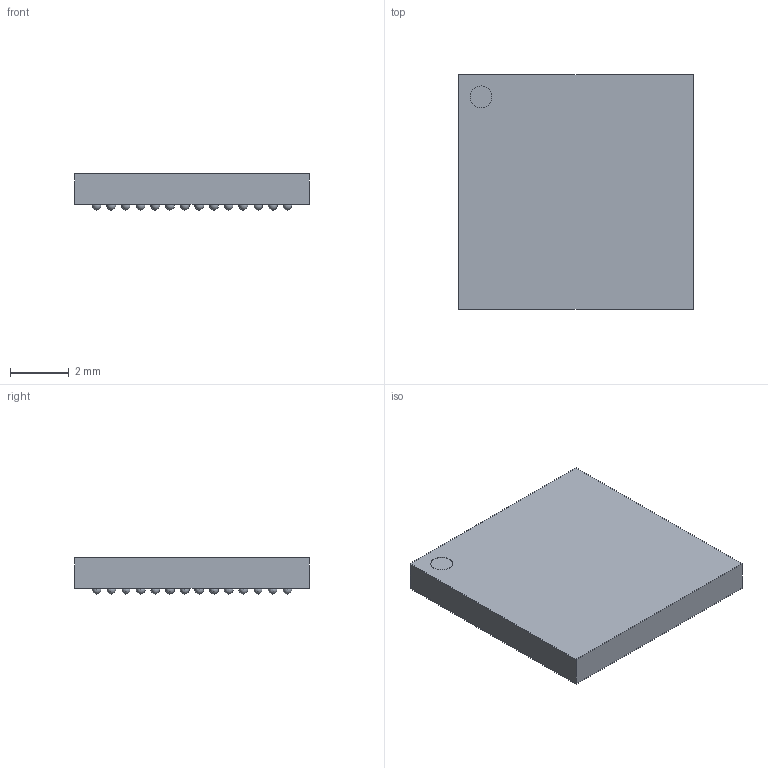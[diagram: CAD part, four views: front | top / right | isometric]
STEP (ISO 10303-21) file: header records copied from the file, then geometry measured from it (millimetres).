
FILE_DESCRIPTION( ( '' ), ' ' );
FILE_NAME( '59480fcb57d6a9104600f6a7.step', '2017-06-19T17:54:20', ( '' ), ( '' ), ' ', ' ', ' ' );
FILE_SCHEMA( ( 'AUTOMOTIVE_DESIGN { 1 0 10303 214 1 1 1 1 }' ) );
Length unit declared in the file: metre
Products named in the file (133): Open CASCADE STEP translator 6.8 133; Open CASCADE STEP translator 6.8 132; Open CASCADE STEP translator 6.8 131; Open CASCADE STEP translator 6.8 130; Open CASCADE STEP translator 6.8 129; Open CASCADE STEP translator 6.8 128; Open CASCADE STEP translator 6.8 127; Open CASCADE STEP translator 6.8 126; Open CASCADE STEP translator 6.8 125; Open CASCADE STEP translator 6.8 124; Open CASCADE STEP translator 6.8 123; Open CASCADE STEP translator 6.8 122; Open CASCADE STEP translator 6.8 121; Open CASCADE STEP translator 6.8 120; Open CASCADE STEP translator 6.8 119; Open CASCADE STEP translator 6.8 118; Open CASCADE STEP translator 6.8 117; Open CASCADE STEP translator 6.8 116; Open CASCADE STEP translator 6.8 115; Open CASCADE STEP translator 6.8 114; Open CASCADE STEP translator 6.8 113; Open CASCADE STEP translator 6.8 112; Open CASCADE STEP translator 6.8 111; Open CASCADE STEP translator 6.8 110; Open CASCADE STEP translator 6.8 109; Open CASCADE STEP translator 6.8 108; Open CASCADE STEP translator 6.8 107; Open CASCADE STEP translator 6.8 106; Open CASCADE STEP translator 6.8 105; Open CASCADE STEP translator 6.8 104; Open CASCADE STEP translator 6.8 103; Open CASCADE STEP translator 6.8 102; Open CASCADE STEP translator 6.8 101; Open CASCADE STEP translator 6.8 100; Open CASCADE STEP translator 6.8 99; Open CASCADE STEP translator 6.8 98; Open CASCADE STEP translator 6.8 97; Open CASCADE STEP translator 6.8 96; Open CASCADE STEP translator 6.8 95; Open CASCADE STEP translator 6.8 94 ...
Bounding box: 8 x 8 x 1.23 mm (x, y, z)
Volume: 67.8 mm3; surface area: 198.3 mm2
Topology: 133 solids, 133 shells, 140 faces, 411 edges, 274 vertices
Faces by surface type: sphere 132, plane 7, cylinder 1
Full cylindrical faces by diameter (mm): 0.74 x1
Entity records: 5098 total; most frequent: DIRECTION 562, CARTESIAN_POINT 561, AXIS2_PLACEMENT_3D 275, VERTEX_POINT 274, FACE_BOUND 265, VERTEX_LOOP 264, STYLED_ITEM 154, PRESENTATION_STYLE_ASSIGNMENT 154
